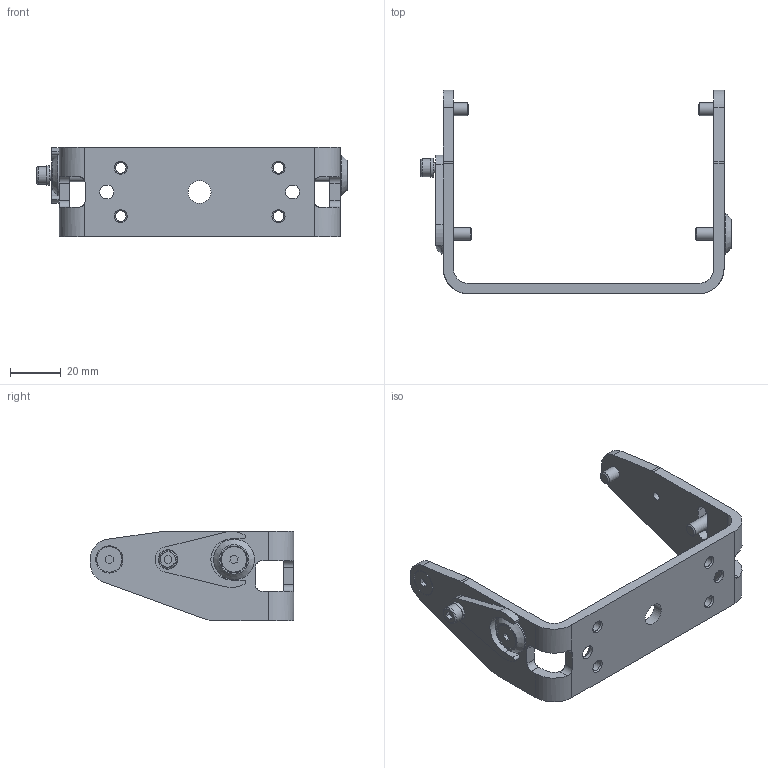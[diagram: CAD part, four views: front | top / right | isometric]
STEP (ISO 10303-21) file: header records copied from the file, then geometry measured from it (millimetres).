
FILE_DESCRIPTION (( 'STEP AP214' ), '1' );
FILE_NAME ('SLS-BRACKET-B.STEP', '2021-03-02T20:50:03', ( '' ), ( '' ), 'SwSTEP 2.0', 'SolidWorks 2019', '' );
FILE_SCHEMA (( 'AUTOMOTIVE_DESIGN' ));
Length unit declared in the file: inch
Products named in the file (1): SLS-BRACKET-B
Bounding box: 122 x 80 x 35 mm (x, y, z)
Volume: 31735.7 mm3; surface area: 21701.3 mm2
Topology: 10 solids, 10 shells, 174 faces, 448 edges, 296 vertices
Faces by surface type: plane 82, cylinder 68, cone 23, bspline 1
Full cylindrical faces by diameter (mm): 3.25 x2, 4 x1, 4.1 x1, 4.15 x4, 5 x4, 5.2 x2, 5.3 x2, 5.5 x2, 7 x1, 9 x1, 10 x4, 16 x2
Entity records: 5214 total; most frequent: CARTESIAN_POINT 982, DIRECTION 864, ORIENTED_EDGE 756, EDGE_CURVE 378, AXIS2_PLACEMENT_3D 329, VERTEX_POINT 276, EDGE_LOOP 262, VECTOR 206
